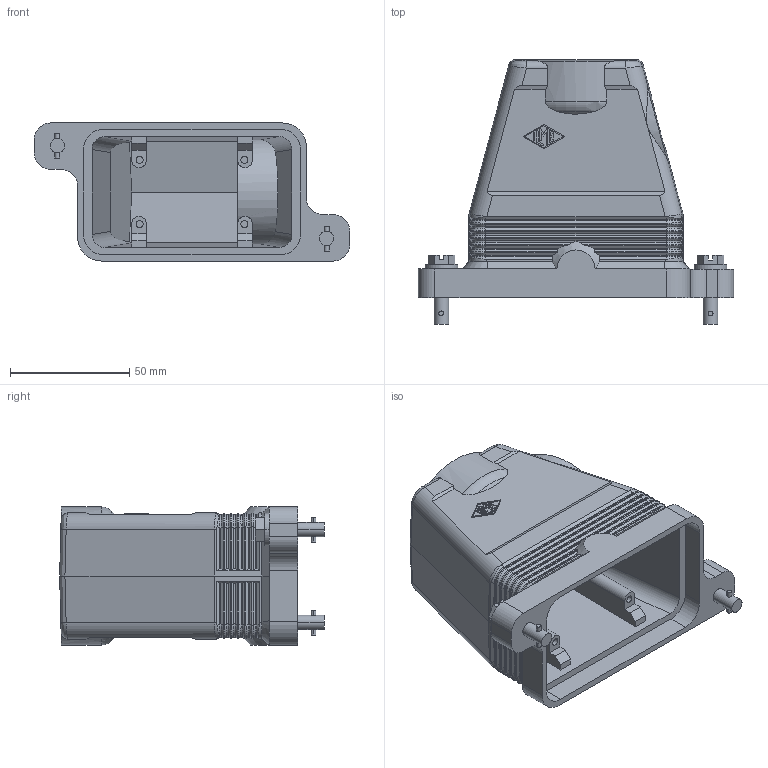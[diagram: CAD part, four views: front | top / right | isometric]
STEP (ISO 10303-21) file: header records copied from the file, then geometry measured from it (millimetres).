
FILE_DESCRIPTION(('Creo Elements/Direct Modeling STEP Export'),'2;1');
FILE_NAME('0ln7uvk4a3khrnt5048','2017-04-07T 9:07:29',(''),(''),'PTC Creo Elements/Direct Modeling STEP processor for AP214 (Solid Model)','PTC Creo Elements/Direct Modeling 19.0E 27-Jun-2016 (C) Parametric Technology GmbH','');
FILE_SCHEMA(('AUTOMOTIVE_DESIGN { 1 0 10303 214 1 1 1 1 }'));
Products named in the file (1): CGO_06.16_B
Bounding box: 132.5 x 111.2 x 58 mm (x, y, z)
Volume: 148130.7 mm3; surface area: 63733.6 mm2
Topology: 1 solids, 1 shells, 521 faces, 1288 edges, 790 vertices
Faces by surface type: plane 249, cylinder 210, bspline 52, cone 8, torus 2
Entity records: 39109 total; most frequent: CARTESIAN_POINT 23239, ORIENTED_EDGE 2576, DIRECTION 2294, EDGE_CURVE 1288, VERTEX_POINT 790, VECTOR 772, LINE 772, AXIS2_PLACEMENT_3D 761
